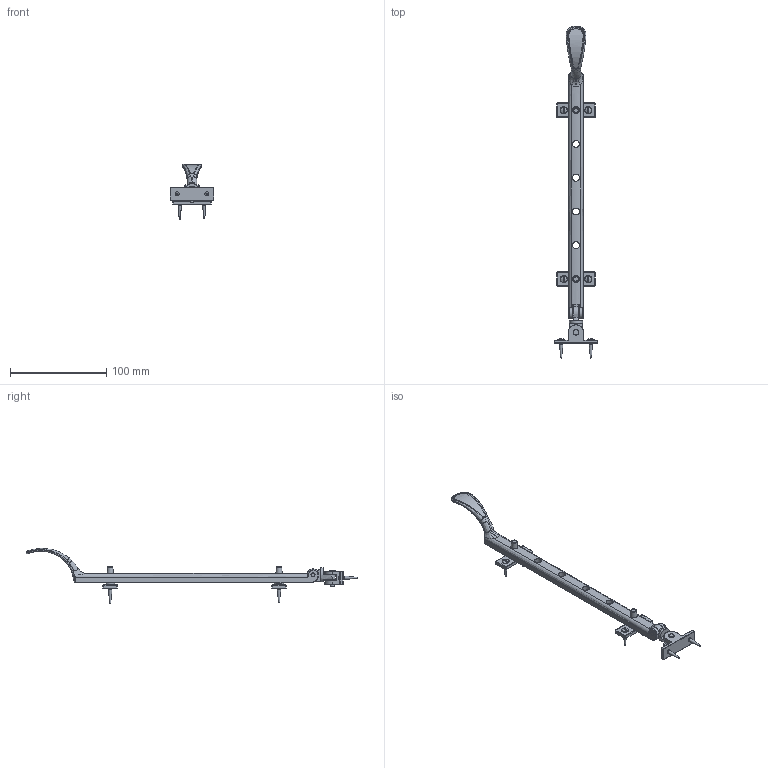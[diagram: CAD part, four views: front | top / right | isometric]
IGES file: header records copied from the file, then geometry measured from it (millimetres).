
Global section: file name: P4514-C; native system: Autodesk Inventor 2018; preprocessor: unknown; author: ashami; date: 20180911.123749; units: millimetre
Bounding box: 45.39 x 344.08 x 57.13 mm (x, y, z)
Volume: 39278.1 mm3; surface area: 27011.8 mm2
Topology: 13 solids, 13 shells, 338 faces, 844 edges, 529 vertices
Faces by surface type: bspline 338
